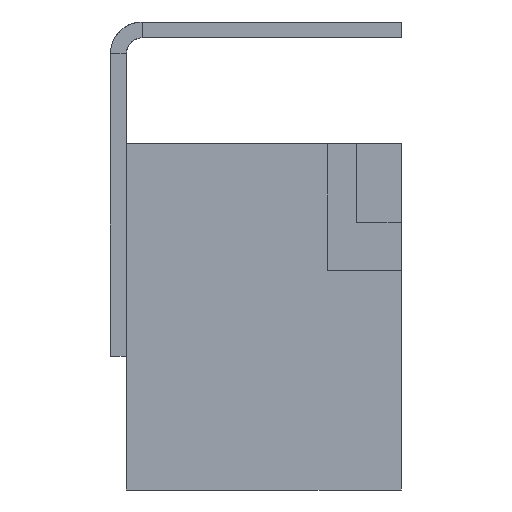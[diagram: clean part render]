
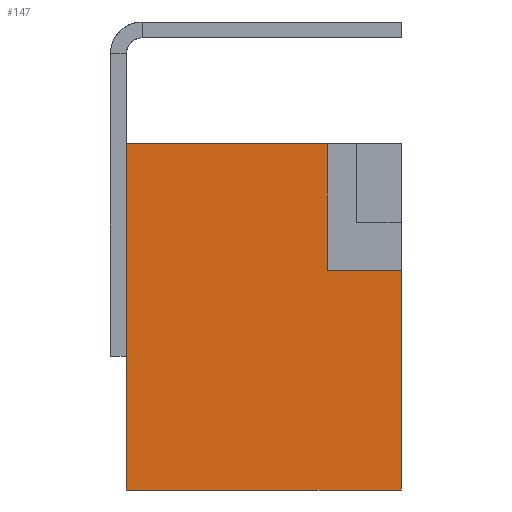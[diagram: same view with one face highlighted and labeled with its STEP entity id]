
A CAD part, left-side view. The second image highlights one B-rep face of the part: STEP entity #147.
In plain terms, the highlighted planar face has unit normal (-1, 0, 0).
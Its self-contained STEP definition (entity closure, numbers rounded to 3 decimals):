
#147=ADVANCED_FACE('',(#3374),#3376,.F.);
#3374=FACE_BOUND('',#3375,.T.);
#3375=EDGE_LOOP('',(#7524,#7525,#7526,#7527,#7528,#7529));
#3376=PLANE('',#3377);
#3377=AXIS2_PLACEMENT_3D('',#3378,#3379,#3380);
#3378=CARTESIAN_POINT('',(-8.6,2.6,6.55));
#3379=DIRECTION('',(1.,0.,-0.));
#3380=DIRECTION('',(0.,1.,0.));
#7524=ORIENTED_EDGE('',*,*,#9442,.F.);
#7525=ORIENTED_EDGE('',*,*,#9443,.F.);
#7526=ORIENTED_EDGE('',*,*,#9441,.T.);
#7527=ORIENTED_EDGE('',*,*,#9434,.T.);
#7528=ORIENTED_EDGE('',*,*,#9431,.F.);
#7529=ORIENTED_EDGE('',*,*,#9444,.F.);
#9431=EDGE_CURVE('',#10442,#10444,#10445,.T.);
#9434=EDGE_CURVE('',#10448,#10444,#10449,.T.);
#9441=EDGE_CURVE('',#10452,#10448,#10461,.T.);
#9442=EDGE_CURVE('',#10462,#10463,#10464,.T.);
#9443=EDGE_CURVE('',#10452,#10462,#10465,.T.);
#9444=EDGE_CURVE('',#10463,#10442,#10466,.T.);
#10442=VERTEX_POINT('',#12141);
#10444=VERTEX_POINT('',#12145);
#10445=LINE('',#12146,#12147);
#10448=VERTEX_POINT('',#12155);
#10449=LINE('',#12156,#12157);
#10452=VERTEX_POINT('',#12163);
#10461=LINE('',#12182,#12183);
#10462=VERTEX_POINT('',#12185);
#10463=VERTEX_POINT('',#12186);
#10464=LINE('',#12187,#12188);
#10465=LINE('',#12190,#12191);
#10466=LINE('',#12193,#12194);
#12141=CARTESIAN_POINT('',(-8.6,-2.6,4.15));
#12145=CARTESIAN_POINT('',(-8.6,-2.6,0.));
#12146=CARTESIAN_POINT('',(-8.6,-2.6,4.15));
#12147=VECTOR('',#12148,1.);
#12148=DIRECTION('',(0.,0.,-1.));
#12155=CARTESIAN_POINT('',(-8.6,2.6,0.));
#12156=CARTESIAN_POINT('',(-8.6,2.6,0.));
#12157=VECTOR('',#12158,1.);
#12158=DIRECTION('',(0.,-1.,0.));
#12163=CARTESIAN_POINT('',(-8.6,2.6,6.55));
#12182=CARTESIAN_POINT('',(-8.6,2.6,6.55));
#12183=VECTOR('',#12184,1.);
#12184=DIRECTION('',(0.,0.,-1.));
#12185=CARTESIAN_POINT('',(-8.6,-1.2,6.55));
#12186=CARTESIAN_POINT('',(-8.6,-1.2,4.15));
#12187=CARTESIAN_POINT('',(-8.6,-1.2,6.55));
#12188=VECTOR('',#12189,1.);
#12189=DIRECTION('',(0.,0.,-1.));
#12190=CARTESIAN_POINT('',(-8.6,2.6,6.55));
#12191=VECTOR('',#12192,1.);
#12192=DIRECTION('',(0.,-1.,0.));
#12193=CARTESIAN_POINT('',(-8.6,-1.2,4.15));
#12194=VECTOR('',#12195,1.);
#12195=DIRECTION('',(0.,-1.,0.));
